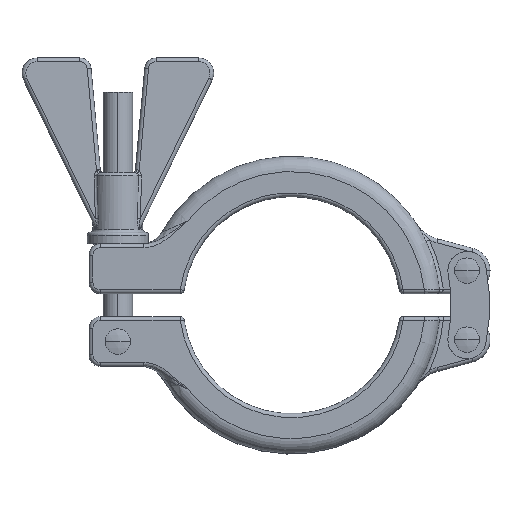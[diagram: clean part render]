
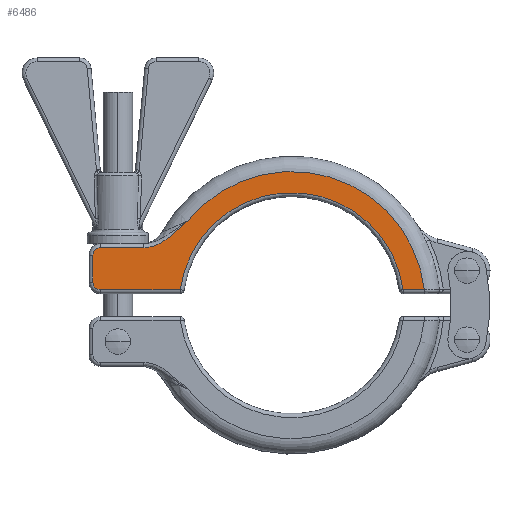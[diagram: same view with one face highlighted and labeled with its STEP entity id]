
A CAD part, top view. The second image highlights one B-rep face of the part: STEP entity #6486.
In plain terms, the highlighted planar face has unit normal (0, 0, 1).
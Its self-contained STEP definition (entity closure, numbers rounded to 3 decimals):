
#134 = CARTESIAN_POINT ( 'NONE',  ( 0., 0., 8.5 ) ) ;
#430 = CARTESIAN_POINT ( 'NONE',  ( -36.284, 15.315, 8.5 ) ) ;
#633 = CARTESIAN_POINT ( 'NONE',  ( -28.191, 4., 8.5 ) ) ;
#750 = DIRECTION ( 'NONE',  ( 0., 0., 1. ) ) ;
#913 = VERTEX_POINT ( 'NONE', #15142 ) ;
#940 = DIRECTION ( 'NONE',  ( 1., 0., 0. ) ) ;
#1391 = DIRECTION ( 'NONE',  ( 1., 0., 0. ) ) ;
#1594 = EDGE_CURVE ( 'NONE', #9287, #12554, #7932, .T. ) ;
#1599 = CARTESIAN_POINT ( 'NONE',  ( -30.472, 18.932, 8.5 ) ) ;
#1645 = ORIENTED_EDGE ( 'NONE', *, *, #1594, .T. ) ;
#2343 = EDGE_LOOP ( 'NONE', ( #7941, #2829, #1645, #2897, #8742, #6528, #5769, #2433, #11172 ) ) ;
#2369 = LINE ( 'NONE', #4669, #8982 ) ;
#2433 = ORIENTED_EDGE ( 'NONE', *, *, #9502, .T. ) ;
#2542 = CARTESIAN_POINT ( 'NONE',  ( 34.62, 4., 8.5 ) ) ;
#2801 = CARTESIAN_POINT ( 'NONE',  ( -27.028, 22., 8.5 ) ) ;
#2829 = ORIENTED_EDGE ( 'NONE', *, *, #7028, .T. ) ;
#2897 = ORIENTED_EDGE ( 'NONE', *, *, #9465, .T. ) ;
#2959 = LINE ( 'NONE', #14985, #4971 ) ;
#2987 = CARTESIAN_POINT ( 'NONE',  ( 0., 0., 8.5 ) ) ;
#3920 = CARTESIAN_POINT ( 'NONE',  ( -34.13, 16.143, 8.5 ) ) ;
#4072 = CARTESIAN_POINT ( 'NONE',  ( -33.165, 16.759, 8.5 ) ) ;
#4116 = EDGE_CURVE ( 'NONE', #5712, #14855, #11537, .T. ) ;
#4121 = VERTEX_POINT ( 'NONE', #14018 ) ;
#4138 = DIRECTION ( 'NONE',  ( 0., -1., 0. ) ) ;
#4326 = CARTESIAN_POINT ( 'NONE',  ( 0., 0., 8.5 ) ) ;
#4330 = VERTEX_POINT ( 'NONE', #2542 ) ;
#4418 = CIRCLE ( 'NONE', #6721, 2. ) ;
#4455 = DIRECTION ( 'NONE',  ( 0., 0., 1. ) ) ;
#4669 = CARTESIAN_POINT ( 'NONE',  ( 34.721, 4., 8.5 ) ) ;
#4681 = AXIS2_PLACEMENT_3D ( 'NONE', #2987, #6635, #11488 ) ;
#4971 = VECTOR ( 'NONE', #4138, 1000. ) ;
#5178 = CIRCLE ( 'NONE', #4681, 29.35 ) ;
#5190 = CARTESIAN_POINT ( 'NONE',  ( -27.906, 21.251, 8.5 ) ) ;
#5557 = CARTESIAN_POINT ( 'NONE',  ( -49.85, 15., 8.5 ) ) ;
#5712 = VERTEX_POINT ( 'NONE', #10624 ) ;
#5769 = ORIENTED_EDGE ( 'NONE', *, *, #4116, .T. ) ;
#5939 = AXIS2_PLACEMENT_3D ( 'NONE', #4326, #750, #8081 ) ;
#6471 = CARTESIAN_POINT ( 'NONE',  ( -31.33, 18.161, 8.5 ) ) ;
#6486 = ADVANCED_FACE ( 'NONE', ( #7537 ), #14712, .T. ) ;
#6528 = ORIENTED_EDGE ( 'NONE', *, *, #13677, .T. ) ;
#6635 = DIRECTION ( 'NONE',  ( 0., 0., -1. ) ) ;
#6721 = AXIS2_PLACEMENT_3D ( 'NONE', #9906, #13581, #12224 ) ;
#6811 = EDGE_CURVE ( 'NONE', #4330, #12648, #9479, .T. ) ;
#7028 = EDGE_CURVE ( 'NONE', #12648, #9287, #7416, .T. ) ;
#7416 = B_SPLINE_CURVE_WITH_KNOTS ( 'NONE', 3,
 ( #2801, #5190, #7661, #1599, #6471, #4072, #3920, #13567, #7827, #430, #11320, #8788, #10129, #10202 ),
 .UNSPECIFIED., .F., .F.,
 ( 4, 2, 2, 2, 2, 2, 4 ),
 ( 0., 0.003, 0.007, 0.01, 0.011, 0.012, 0.014 ),
 .UNSPECIFIED. ) ;
#7537 = FACE_OUTER_BOUND ( 'NONE', #2343, .T. ) ;
#7661 = CARTESIAN_POINT ( 'NONE',  ( -28.76, 20.476, 8.5 ) ) ;
#7827 = CARTESIAN_POINT ( 'NONE',  ( -35.734, 15.488, 8.5 ) ) ;
#7932 = LINE ( 'NONE', #5557, #12778 ) ;
#7941 = ORIENTED_EDGE ( 'NONE', *, *, #6811, .T. ) ;
#8081 = DIRECTION ( 'NONE',  ( 1., 0., 0. ) ) ;
#8436 = CARTESIAN_POINT ( 'NONE',  ( -29.076, 4., 8.5 ) ) ;
#8641 = CARTESIAN_POINT ( 'NONE',  ( -51.85, 6., 8.5 ) ) ;
#8742 = ORIENTED_EDGE ( 'NONE', *, *, #14586, .T. ) ;
#8788 = CARTESIAN_POINT ( 'NONE',  ( -37.402, 15.063, 8.5 ) ) ;
#8889 = EDGE_CURVE ( 'NONE', #4121, #4330, #2369, .T. ) ;
#8982 = VECTOR ( 'NONE', #940, 1000. ) ;
#9136 = CARTESIAN_POINT ( 'NONE',  ( -49.85, 15., 8.5 ) ) ;
#9287 = VERTEX_POINT ( 'NONE', #13106 ) ;
#9392 = CARTESIAN_POINT ( 'NONE',  ( -49.85, 6., 8.5 ) ) ;
#9465 = EDGE_CURVE ( 'NONE', #12554, #913, #4418, .T. ) ;
#9479 = CIRCLE ( 'NONE', #5939, 34.85 ) ;
#9502 = EDGE_CURVE ( 'NONE', #14855, #4121, #5178, .T. ) ;
#9906 = CARTESIAN_POINT ( 'NONE',  ( -49.85, 13., 8.5 ) ) ;
#10129 = CARTESIAN_POINT ( 'NONE',  ( -37.972, 15., 8.5 ) ) ;
#10202 = CARTESIAN_POINT ( 'NONE',  ( -38.554, 15., 8.5 ) ) ;
#10356 = DIRECTION ( 'NONE',  ( 1., 0., 0. ) ) ;
#10593 = CIRCLE ( 'NONE', #15430, 2. ) ;
#10624 = CARTESIAN_POINT ( 'NONE',  ( -49.85, 4., 8.5 ) ) ;
#11172 = ORIENTED_EDGE ( 'NONE', *, *, #8889, .T. ) ;
#11320 = CARTESIAN_POINT ( 'NONE',  ( -36.562, 15.242, 8.5 ) ) ;
#11488 = DIRECTION ( 'NONE',  ( 1., 0., 0. ) ) ;
#11537 = LINE ( 'NONE', #633, #14378 ) ;
#12224 = DIRECTION ( 'NONE',  ( 1., 0., 0. ) ) ;
#12305 = DIRECTION ( 'NONE',  ( 0., 0., 1. ) ) ;
#12554 = VERTEX_POINT ( 'NONE', #9136 ) ;
#12648 = VERTEX_POINT ( 'NONE', #15444 ) ;
#12778 = VECTOR ( 'NONE', #12793, 1000. ) ;
#12793 = DIRECTION ( 'NONE',  ( -1., 0., 0. ) ) ;
#12974 = DIRECTION ( 'NONE',  ( 1., 0., 0. ) ) ;
#13013 = VERTEX_POINT ( 'NONE', #8641 ) ;
#13034 = AXIS2_PLACEMENT_3D ( 'NONE', #134, #12305, #1391 ) ;
#13106 = CARTESIAN_POINT ( 'NONE',  ( -38.554, 15., 8.5 ) ) ;
#13567 = CARTESIAN_POINT ( 'NONE',  ( -35.46, 15.589, 8.5 ) ) ;
#13581 = DIRECTION ( 'NONE',  ( 0., 0., 1. ) ) ;
#13677 = EDGE_CURVE ( 'NONE', #13013, #5712, #10593, .T. ) ;
#14018 = CARTESIAN_POINT ( 'NONE',  ( 29.076, 4., 8.5 ) ) ;
#14378 = VECTOR ( 'NONE', #10356, 1000. ) ;
#14586 = EDGE_CURVE ( 'NONE', #913, #13013, #2959, .T. ) ;
#14712 = PLANE ( 'NONE',  #13034 ) ;
#14855 = VERTEX_POINT ( 'NONE', #8436 ) ;
#14985 = CARTESIAN_POINT ( 'NONE',  ( -51.85, 6., 8.5 ) ) ;
#15142 = CARTESIAN_POINT ( 'NONE',  ( -51.85, 13., 8.5 ) ) ;
#15430 = AXIS2_PLACEMENT_3D ( 'NONE', #9392, #4455, #12974 ) ;
#15444 = CARTESIAN_POINT ( 'NONE',  ( -27.028, 22., 8.5 ) ) ;
